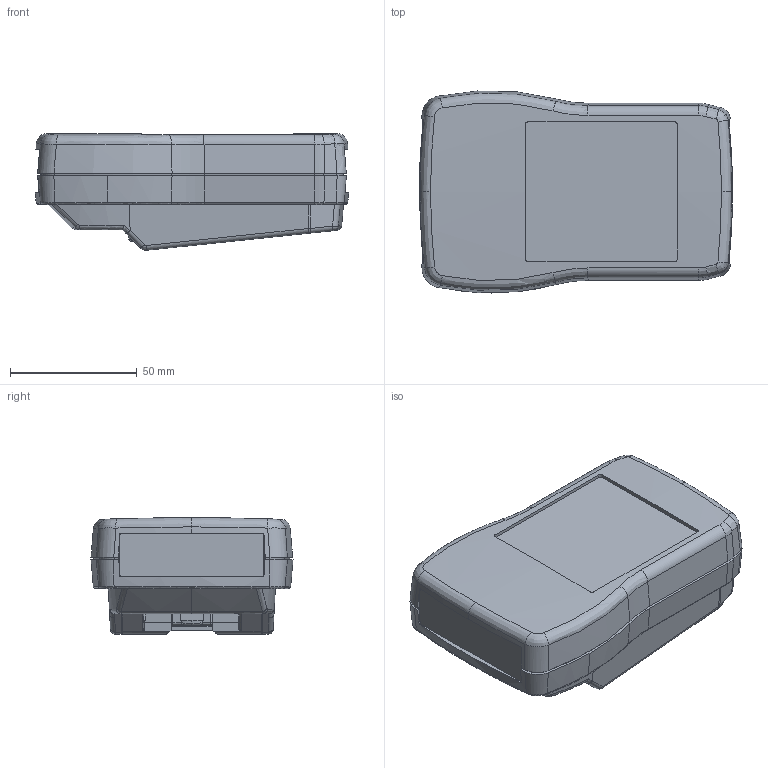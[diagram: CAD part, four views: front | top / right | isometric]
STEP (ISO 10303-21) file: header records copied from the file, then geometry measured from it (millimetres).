
FILE_DESCRIPTION (( 'STEP AP214' ), '1' );
FILE_NAME ('27010211.STEP', '2023-04-14T06:28:44', ( 'Ifina' ), ( 'Ifina' ), 'SwSTEP 2.0', 'SolidWorks 2020', '' );
FILE_SCHEMA (( 'AUTOMOTIVE_DESIGN' ));
Length unit declared in the file: millimetre
Products named in the file (5): 41079; 27010211; 41095_Rohteil; 37010; 38007
Assembly tree (5 placements, depth 2):
  27010211
    38007
    37010
    41079
    41095_Rohteil  x2
Bounding box: 123.81 x 79.85 x 46.08 mm (x, y, z)
Volume: 77014 mm3; surface area: 85865 mm2
Topology: 12 solids, 12 shells, 1182 faces, 3324 edges, 2170 vertices
Faces by surface type: plane 633, cylinder 250, bspline 231, cone 65, sphere 2, torus 1
Entity records: 48737 total; most frequent: CARTESIAN_POINT 20669, ORIENTED_EDGE 6544, DIRECTION 4090, EDGE_CURVE 3272, VERTEX_POINT 2138, VECTOR 1818, LINE 1818, EDGE_LOOP 1212
